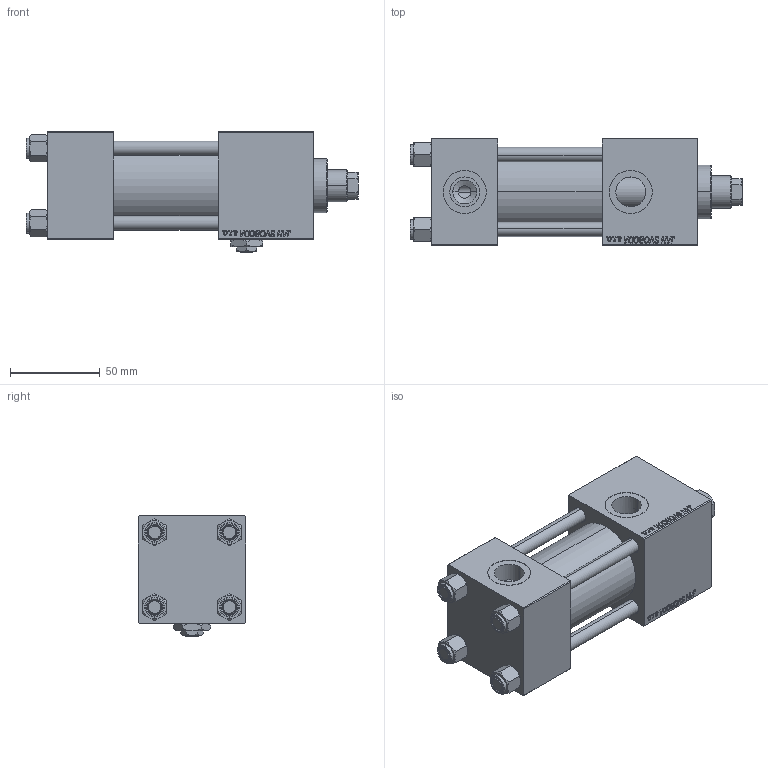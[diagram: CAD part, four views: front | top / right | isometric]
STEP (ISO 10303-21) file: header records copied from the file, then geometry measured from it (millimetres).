
FILE_DESCRIPTION (( 'STEP AP203' ), '1' );
FILE_NAME ('1db9.STEP', '2023-08-23T07:00:11', ( '' ), ( '' ), 'SwSTEP 2.0', 'SolidWorks 2019', '' );
FILE_SCHEMA (( 'CONFIG_CONTROL_DESIGN' ));
Length unit declared in the file: millimetre
Products named in the file (7): V215CR_C_TYCINKA 1cd676d2dcc6f24d2ab2ba75d2f45d05; Zatka_pro_OIL_PORT 1cd676d2dcc6f24d2ab2ba75d2f45d05; V215CR_C_Body 1cd676d2dcc6f24d2ab2ba75d2f45d05; V215CR_VCP_C 1cd676d2dcc6f24d2ab2ba75d2f45d05; V215_VC_A 1cd676d2dcc6f24d2ab2ba75d2f45d05; NUT_M5_C 1cd676d2dcc6f24d2ab2ba75d2f45d05; 1db9
Assembly tree (12 placements, depth 2):
  1db9
    V215CR_C_Body 1cd676d2dcc6f24d2ab2ba75d2f45d05
    V215CR_VCP_C 1cd676d2dcc6f24d2ab2ba75d2f45d05
    NUT_M5_C 1cd676d2dcc6f24d2ab2ba75d2f45d05  x4
    V215CR_C_TYCINKA 1cd676d2dcc6f24d2ab2ba75d2f45d05  x4
    V215_VC_A 1cd676d2dcc6f24d2ab2ba75d2f45d05
    Zatka_pro_OIL_PORT 1cd676d2dcc6f24d2ab2ba75d2f45d05
Bounding box: 185 x 60 x 67 mm (x, y, z)
Volume: 400678.2 mm3; surface area: 106595.9 mm2
Topology: 12 solids, 12 shells, 1196 faces, 2989 edges, 1935 vertices
Faces by surface type: plane 550, bspline 392, cone 156, cylinder 90, torus 8
Entity records: 51930 total; most frequent: CARTESIAN_POINT 27682, ORIENTED_EDGE 5470, DIRECTION 3495, EDGE_CURVE 2735, VERTEX_POINT 1791, LINE 1631, VECTOR 1631, EDGE_LOOP 1208
